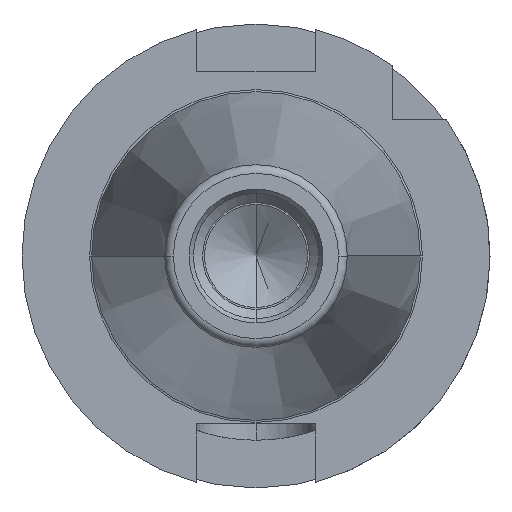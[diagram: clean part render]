
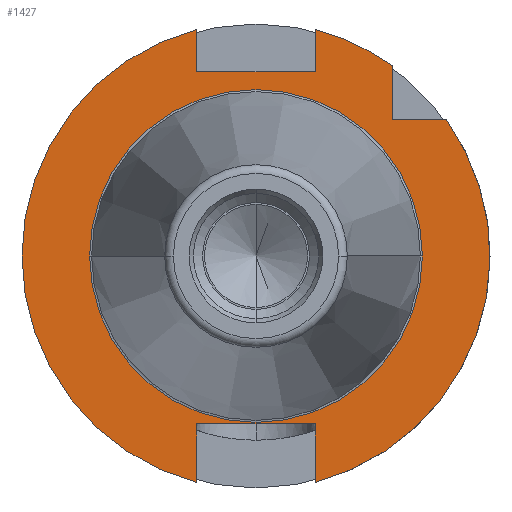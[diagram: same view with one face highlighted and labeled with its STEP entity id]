
A CAD part, left-side view. The second image highlights one B-rep face of the part: STEP entity #1427.
In plain terms, the highlighted planar face has unit normal (-1, 0, 0).
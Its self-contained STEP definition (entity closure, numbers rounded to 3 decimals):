
#26 = AXIS2_PLACEMENT_3D ( 'NONE', #770, #918, #757 ) ;
#66 = DIRECTION ( 'NONE',  ( 0., -1., 0. ) ) ;
#82 = PLANE ( 'NONE',  #2134 ) ;
#92 = AXIS2_PLACEMENT_3D ( 'NONE', #1040, #1031, #1028 ) ;
#100 = CARTESIAN_POINT ( 'NONE',  ( 71.6, -25.834, 18.5 ) ) ;
#107 = CARTESIAN_POINT ( 'NONE',  ( 71.6, 22.6, 0. ) ) ;
#119 = CARTESIAN_POINT ( 'NONE',  ( 71.6, -8.05, 30.738 ) ) ;
#123 = DIRECTION ( 'NONE',  ( -1., 0., 0. ) ) ;
#149 = EDGE_LOOP ( 'NONE', ( #1250, #1277 ) ) ;
#169 = VERTEX_POINT ( 'NONE', #2131 ) ;
#218 = EDGE_LOOP ( 'NONE', ( #903, #929, #934, #989, #992, #1034, #1036, #1135, #1184, #1206, #1209, #1228 ) ) ;
#222 = AXIS2_PLACEMENT_3D ( 'NONE', #870, #862, #856 ) ;
#229 = CARTESIAN_POINT ( 'NONE',  ( 71.6, -8.05, -22.8 ) ) ;
#245 = VERTEX_POINT ( 'NONE', #2027 ) ;
#251 = AXIS2_PLACEMENT_3D ( 'NONE', #1121, #1112, #1105 ) ;
#259 = CARTESIAN_POINT ( 'NONE',  ( 71.6, 8.05, 30.738 ) ) ;
#346 = CARTESIAN_POINT ( 'NONE',  ( 71.6, -8.05, 25. ) ) ;
#400 = VECTOR ( 'NONE', #1278, 1000. ) ;
#459 = CARTESIAN_POINT ( 'NONE',  ( 71.6, -8.05, -30.738 ) ) ;
#462 = CIRCLE ( 'NONE', #1559, 22.6 ) ;
#498 = VECTOR ( 'NONE', #1257, 1000. ) ;
#530 = EDGE_CURVE ( 'NONE', #773, #1739, #1777, .T. ) ;
#548 = EDGE_CURVE ( 'NONE', #1817, #245, #1632, .T. ) ;
#551 = VECTOR ( 'NONE', #1268, 1000. ) ;
#574 = LINE ( 'NONE', #1240, #400 ) ;
#585 = VERTEX_POINT ( 'NONE', #346 ) ;
#629 = VECTOR ( 'NONE', #1286, 1000. ) ;
#660 = LINE ( 'NONE', #1281, #551 ) ;
#685 = VECTOR ( 'NONE', #1324, 1000. ) ;
#712 = LINE ( 'NONE', #1311, #629 ) ;
#734 = VECTOR ( 'NONE', #1348, 1000. ) ;
#756 = LINE ( 'NONE', #1337, #685 ) ;
#757 = DIRECTION ( 'NONE',  ( 0., 1., 0. ) ) ;
#770 = CARTESIAN_POINT ( 'NONE',  ( 71.6, 0., 0. ) ) ;
#773 = VERTEX_POINT ( 'NONE', #1352 ) ;
#814 = LINE ( 'NONE', #1375, #734 ) ;
#821 = EDGE_CURVE ( 'NONE', #1430, #1671, #1468, .T. ) ;
#856 = DIRECTION ( 'NONE',  ( 0., 1., 0. ) ) ;
#861 = LINE ( 'NONE', #1439, #498 ) ;
#862 = DIRECTION ( 'NONE',  ( 1., 0., 0. ) ) ;
#870 = CARTESIAN_POINT ( 'NONE',  ( 71.6, 0., 0. ) ) ;
#903 = ORIENTED_EDGE ( 'NONE', *, *, #1101, .F. ) ;
#913 = VECTOR ( 'NONE', #1418, 1000. ) ;
#918 = DIRECTION ( 'NONE',  ( 1., 0., 0. ) ) ;
#929 = ORIENTED_EDGE ( 'NONE', *, *, #1110, .F. ) ;
#934 = ORIENTED_EDGE ( 'NONE', *, *, #981, .F. ) ;
#947 = LINE ( 'NONE', #1402, #1378 ) ;
#981 = EDGE_CURVE ( 'NONE', #1766, #1457, #2045, .T. ) ;
#989 = ORIENTED_EDGE ( 'NONE', *, *, #1115, .F. ) ;
#992 = ORIENTED_EDGE ( 'NONE', *, *, #1119, .F. ) ;
#1008 = VERTEX_POINT ( 'NONE', #229 ) ;
#1028 = DIRECTION ( 'NONE',  ( 0., 1., 0. ) ) ;
#1031 = DIRECTION ( 'NONE',  ( 1., 0., 0. ) ) ;
#1034 = ORIENTED_EDGE ( 'NONE', *, *, #1125, .F. ) ;
#1036 = ORIENTED_EDGE ( 'NONE', *, *, #1093, .F. ) ;
#1040 = CARTESIAN_POINT ( 'NONE',  ( 71.6, 0., 0. ) ) ;
#1044 = LINE ( 'NONE', #1447, #913 ) ;
#1078 = VERTEX_POINT ( 'NONE', #1606 ) ;
#1087 = AXIS2_PLACEMENT_3D ( 'NONE', #1465, #1462, #1455 ) ;
#1093 = EDGE_CURVE ( 'NONE', #245, #1699, #1153, .T. ) ;
#1101 = EDGE_CURVE ( 'NONE', #169, #1430, #1044, .T. ) ;
#1105 = DIRECTION ( 'NONE',  ( 0., 1., 0. ) ) ;
#1110 = EDGE_CURVE ( 'NONE', #1457, #169, #947, .T. ) ;
#1112 = DIRECTION ( 'NONE',  ( 1., 0., 0. ) ) ;
#1115 = EDGE_CURVE ( 'NONE', #585, #1766, #814, .T. ) ;
#1119 = EDGE_CURVE ( 'NONE', #1078, #585, #756, .T. ) ;
#1121 = CARTESIAN_POINT ( 'NONE',  ( 71.6, 0., 0. ) ) ;
#1125 = EDGE_CURVE ( 'NONE', #1699, #1078, #712, .T. ) ;
#1128 = EDGE_CURVE ( 'NONE', #1768, #1817, #660, .T. ) ;
#1130 = EDGE_CURVE ( 'NONE', #1008, #1768, #861, .T. ) ;
#1135 = ORIENTED_EDGE ( 'NONE', *, *, #548, .F. ) ;
#1138 = DIRECTION ( 'NONE',  ( 0., 1., 0. ) ) ;
#1142 = EDGE_CURVE ( 'NONE', #1671, #1008, #574, .T. ) ;
#1146 = EDGE_CURVE ( 'NONE', #1739, #773, #462, .T. ) ;
#1150 = CARTESIAN_POINT ( 'NONE',  ( 71.6, -18.5, 25.834 ) ) ;
#1152 = DIRECTION ( 'NONE',  ( 1., 0., 0. ) ) ;
#1153 = CIRCLE ( 'NONE', #1087, 31.775 ) ;
#1158 = CARTESIAN_POINT ( 'NONE',  ( 71.6, 0., 0. ) ) ;
#1184 = ORIENTED_EDGE ( 'NONE', *, *, #1128, .F. ) ;
#1206 = ORIENTED_EDGE ( 'NONE', *, *, #1130, .F. ) ;
#1209 = ORIENTED_EDGE ( 'NONE', *, *, #1142, .F. ) ;
#1228 = ORIENTED_EDGE ( 'NONE', *, *, #821, .F. ) ;
#1240 = CARTESIAN_POINT ( 'NONE',  ( 71.6, -8.05, 0. ) ) ;
#1250 = ORIENTED_EDGE ( 'NONE', *, *, #1146, .T. ) ;
#1257 = DIRECTION ( 'NONE',  ( 0., 1., 0. ) ) ;
#1264 = CARTESIAN_POINT ( 'NONE',  ( 71.6, 22.6, 0. ) ) ;
#1268 = DIRECTION ( 'NONE',  ( 0., 0., -1. ) ) ;
#1277 = ORIENTED_EDGE ( 'NONE', *, *, #530, .T. ) ;
#1278 = DIRECTION ( 'NONE',  ( 0., 0., 1. ) ) ;
#1281 = CARTESIAN_POINT ( 'NONE',  ( 71.6, 8.05, -22.8 ) ) ;
#1286 = DIRECTION ( 'NONE',  ( 0., 0., -1. ) ) ;
#1311 = CARTESIAN_POINT ( 'NONE',  ( 71.6, 8.05, 0. ) ) ;
#1324 = DIRECTION ( 'NONE',  ( 0., -1., 0. ) ) ;
#1337 = CARTESIAN_POINT ( 'NONE',  ( 71.6, -8.05, 25. ) ) ;
#1348 = DIRECTION ( 'NONE',  ( 0., 0., 1. ) ) ;
#1352 = CARTESIAN_POINT ( 'NONE',  ( 71.6, -22.6, 0. ) ) ;
#1375 = CARTESIAN_POINT ( 'NONE',  ( 71.6, -8.05, 25. ) ) ;
#1378 = VECTOR ( 'NONE', #1382, 1000. ) ;
#1382 = DIRECTION ( 'NONE',  ( 0., 0., -1. ) ) ;
#1402 = CARTESIAN_POINT ( 'NONE',  ( 71.6, -18.5, 0. ) ) ;
#1418 = DIRECTION ( 'NONE',  ( 0., -1., 0. ) ) ;
#1427 = ADVANCED_FACE ( 'NONE', ( #1469, #1630 ), #82, .T. ) ;
#1430 = VERTEX_POINT ( 'NONE', #100 ) ;
#1439 = CARTESIAN_POINT ( 'NONE',  ( 71.6, 8.05, -22.8 ) ) ;
#1447 = CARTESIAN_POINT ( 'NONE',  ( 71.6, -36.79, 18.5 ) ) ;
#1455 = DIRECTION ( 'NONE',  ( 0., 1., 0. ) ) ;
#1457 = VERTEX_POINT ( 'NONE', #1150 ) ;
#1462 = DIRECTION ( 'NONE',  ( 1., 0., 0. ) ) ;
#1465 = CARTESIAN_POINT ( 'NONE',  ( 71.6, 0., 0. ) ) ;
#1468 = CIRCLE ( 'NONE', #92, 31.775 ) ;
#1469 = FACE_OUTER_BOUND ( 'NONE', #218, .T. ) ;
#1559 = AXIS2_PLACEMENT_3D ( 'NONE', #1158, #1152, #1138 ) ;
#1606 = CARTESIAN_POINT ( 'NONE',  ( 71.6, 8.05, 25. ) ) ;
#1607 = CARTESIAN_POINT ( 'NONE',  ( 71.6, 8.05, -30.738 ) ) ;
#1630 = FACE_BOUND ( 'NONE', #149, .T. ) ;
#1632 = CIRCLE ( 'NONE', #222, 31.775 ) ;
#1671 = VERTEX_POINT ( 'NONE', #459 ) ;
#1699 = VERTEX_POINT ( 'NONE', #259 ) ;
#1739 = VERTEX_POINT ( 'NONE', #1264 ) ;
#1766 = VERTEX_POINT ( 'NONE', #119 ) ;
#1768 = VERTEX_POINT ( 'NONE', #2108 ) ;
#1777 = CIRCLE ( 'NONE', #251, 22.6 ) ;
#1817 = VERTEX_POINT ( 'NONE', #1607 ) ;
#2027 = CARTESIAN_POINT ( 'NONE',  ( 71.6, 31.775, 0. ) ) ;
#2045 = CIRCLE ( 'NONE', #26, 31.775 ) ;
#2108 = CARTESIAN_POINT ( 'NONE',  ( 71.6, 8.05, -22.8 ) ) ;
#2131 = CARTESIAN_POINT ( 'NONE',  ( 71.6, -18.5, 18.5 ) ) ;
#2134 = AXIS2_PLACEMENT_3D ( 'NONE', #107, #123, #66 ) ;
